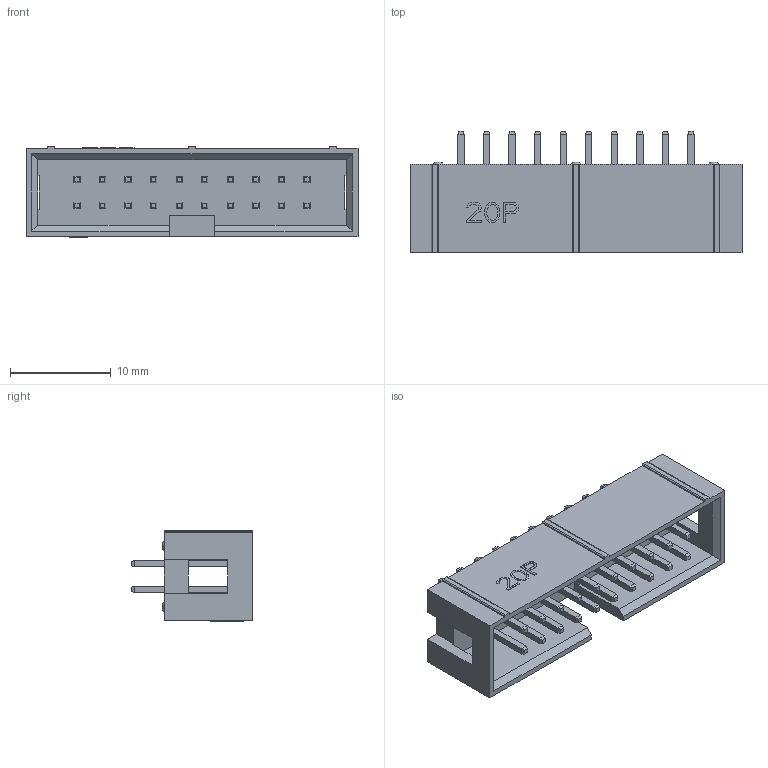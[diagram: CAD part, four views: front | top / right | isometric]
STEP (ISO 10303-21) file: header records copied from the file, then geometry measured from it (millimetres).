
FILE_DESCRIPTION((''),'2;1');
FILE_NAME('C3510-20SPGB00R-20160530','2016-05-30T',('cq'),(''),'PRO/ENGINEER BY PARAMETRIC TECHNOLOGY CORPORATION, 2007170','PRO/ENGINEER BY PARAMETRIC TECHNOLOGY CORPORATION, 2007170','');
FILE_SCHEMA(('CONFIG_CONTROL_DESIGN'));
Length unit declared in the file: millimetre
Products named in the file (1): C3510-20SPGB00R-20160530
Bounding box: 33.02 x 12.1 x 9.1 mm (x, y, z)
Volume: 1262.4 mm3; surface area: 2202.9 mm2
Topology: 1 solids, 1 shells, 530 faces, 1276 edges, 796 vertices
Faces by surface type: plane 512, bspline 12, cylinder 6
Entity records: 15238 total; most frequent: CARTESIAN_POINT 2926, ORIENTED_EDGE 2552, DIRECTION 2360, EDGE_CURVE 1276, VECTOR 1228, LINE 1228, VERTEX_POINT 796, EDGE_LOOP 582
